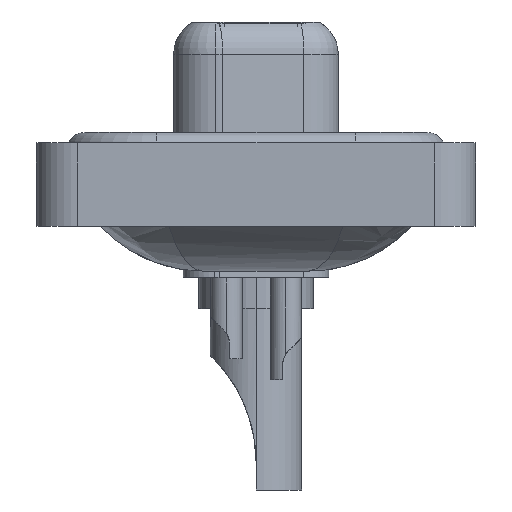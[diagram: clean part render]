
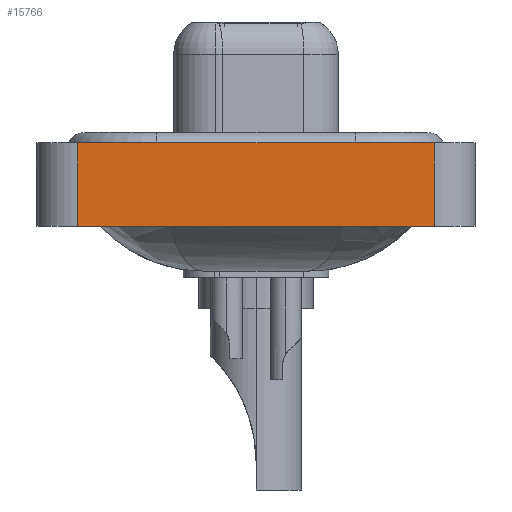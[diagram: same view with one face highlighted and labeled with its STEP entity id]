
A CAD part, left-side view. The second image highlights one B-rep face of the part: STEP entity #15766.
In plain terms, the highlighted planar face has unit normal (-1, 0, 0).
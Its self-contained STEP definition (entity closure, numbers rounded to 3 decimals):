
#513 = ORIENTED_EDGE ( 'NONE', *, *, #11011, .F. ) ;
#1276 = EDGE_CURVE ( 'NONE', #23805, #3278, #7069, .T. ) ;
#2890 = VECTOR ( 'NONE', #12136, 1000. ) ;
#3278 = VERTEX_POINT ( 'NONE', #21237 ) ;
#3691 = CARTESIAN_POINT ( 'NONE',  ( -7.35, -8.55, -3.6 ) ) ;
#4669 = CARTESIAN_POINT ( 'NONE',  ( -7.35, 8.55, -3.6 ) ) ;
#5953 = LINE ( 'NONE', #24179, #2890 ) ;
#6045 = DIRECTION ( 'NONE',  ( 0., 0., 1. ) ) ;
#6464 = AXIS2_PLACEMENT_3D ( 'NONE', #17973, #24394, #6045 ) ;
#6475 = CARTESIAN_POINT ( 'NONE',  ( -7.35, -8.55, -3.6 ) ) ;
#7069 = LINE ( 'NONE', #4669, #19786 ) ;
#8493 = LINE ( 'NONE', #6475, #15163 ) ;
#9820 = FACE_OUTER_BOUND ( 'NONE', #24013, .T. ) ;
#9990 = ORIENTED_EDGE ( 'NONE', *, *, #18662, .T. ) ;
#11011 = EDGE_CURVE ( 'NONE', #3278, #23764, #18737, .T. ) ;
#12136 = DIRECTION ( 'NONE',  ( 0., -1., 0. ) ) ;
#13036 = EDGE_CURVE ( 'NONE', #23805, #18576, #5953, .T. ) ;
#15163 = VECTOR ( 'NONE', #25317, 1000. ) ;
#15248 = DIRECTION ( 'NONE',  ( 0., 0., 1. ) ) ;
#15766 = ADVANCED_FACE ( 'NONE', ( #9820 ), #22524, .T. ) ;
#16972 = DIRECTION ( 'NONE',  ( 0., -1., 0. ) ) ;
#17685 = VECTOR ( 'NONE', #16972, 1000. ) ;
#17973 = CARTESIAN_POINT ( 'NONE',  ( -7.35, -8.55, -3.6 ) ) ;
#18576 = VERTEX_POINT ( 'NONE', #3691 ) ;
#18662 = EDGE_CURVE ( 'NONE', #18576, #23764, #8493, .T. ) ;
#18737 = LINE ( 'NONE', #18860, #17685 ) ;
#18860 = CARTESIAN_POINT ( 'NONE',  ( -7.35, -8.55, 0.4 ) ) ;
#19786 = VECTOR ( 'NONE', #15248, 1000. ) ;
#21139 = ORIENTED_EDGE ( 'NONE', *, *, #13036, .T. ) ;
#21237 = CARTESIAN_POINT ( 'NONE',  ( -7.35, 8.55, 0.4 ) ) ;
#21610 = ORIENTED_EDGE ( 'NONE', *, *, #1276, .F. ) ;
#21858 = CARTESIAN_POINT ( 'NONE',  ( -7.35, -8.55, 0.4 ) ) ;
#22524 = PLANE ( 'NONE',  #6464 ) ;
#23764 = VERTEX_POINT ( 'NONE', #21858 ) ;
#23805 = VERTEX_POINT ( 'NONE', #25159 ) ;
#24013 = EDGE_LOOP ( 'NONE', ( #9990, #513, #21610, #21139 ) ) ;
#24179 = CARTESIAN_POINT ( 'NONE',  ( -7.35, -8.55, -3.6 ) ) ;
#24394 = DIRECTION ( 'NONE',  ( -1., 0., 0. ) ) ;
#25159 = CARTESIAN_POINT ( 'NONE',  ( -7.35, 8.55, -3.6 ) ) ;
#25317 = DIRECTION ( 'NONE',  ( 0., 0., 1. ) ) ;
